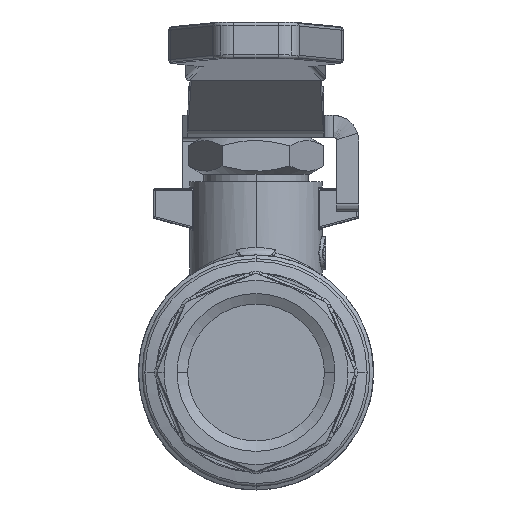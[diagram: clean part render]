
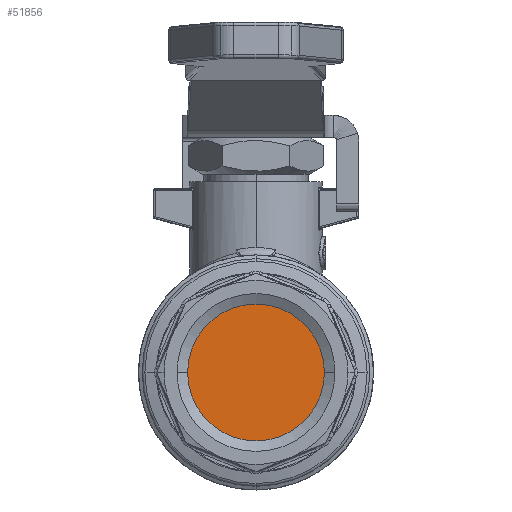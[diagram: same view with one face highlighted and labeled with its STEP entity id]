
A CAD part, front view. The second image highlights one B-rep face of the part: STEP entity #51856.
In plain terms, the highlighted planar face has unit normal (0, -1, 0).
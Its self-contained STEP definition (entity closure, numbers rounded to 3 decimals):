
#7588=CARTESIAN_POINT('',(9.316,-14.5,-0.));
#7589=VERTEX_POINT('',#7588);
#7597=CARTESIAN_POINT('',(-9.316,-14.5,0.));
#7598=VERTEX_POINT('',#7597);
#7605=CARTESIAN_POINT('',(0.,-14.5,-0.));
#7606=DIRECTION('',(0.,-1.,0.));
#7607=DIRECTION('',(1.,0.,-0.));
#7608=AXIS2_PLACEMENT_3D('',#7605,#7606,#7607);
#7609=CIRCLE('',#7608,9.316);
#7610=EDGE_CURVE('',#7589,#7598,#7609,.T.);
#51829=CARTESIAN_POINT('',(0.,-14.5,-0.));
#51830=DIRECTION('',(0.,-1.,0.));
#51831=DIRECTION('',(1.,0.,-0.));
#51832=AXIS2_PLACEMENT_3D('',#51829,#51830,#51831);
#51833=CIRCLE('',#51832,9.316);
#51834=EDGE_CURVE('',#7598,#7589,#51833,.T.);
#51847=CARTESIAN_POINT('',(8.158,-14.5,-0.));
#51848=DIRECTION('',(0.,-1.,0.));
#51849=DIRECTION('',(1.,0.,-0.));
#51850=AXIS2_PLACEMENT_3D('',#51847,#51848,#51849);
#51851=PLANE('',#51850);
#51852=ORIENTED_EDGE('',*,*,#51834,.T.);
#51853=ORIENTED_EDGE('',*,*,#7610,.T.);
#51854=EDGE_LOOP('',(#51852,#51853));
#51855=FACE_BOUND('',#51854,.T.);
#51856=ADVANCED_FACE('',(#51855),#51851,.T.);
